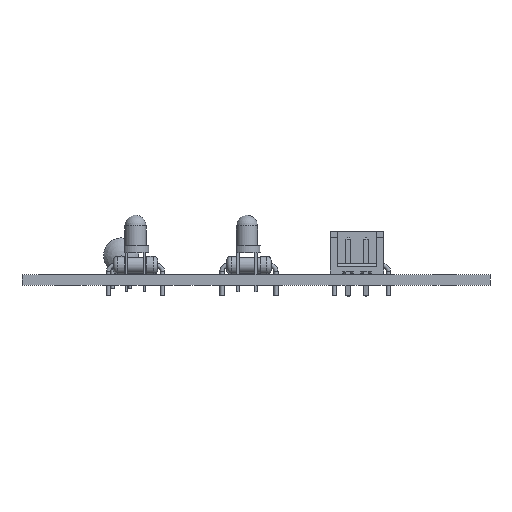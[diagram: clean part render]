
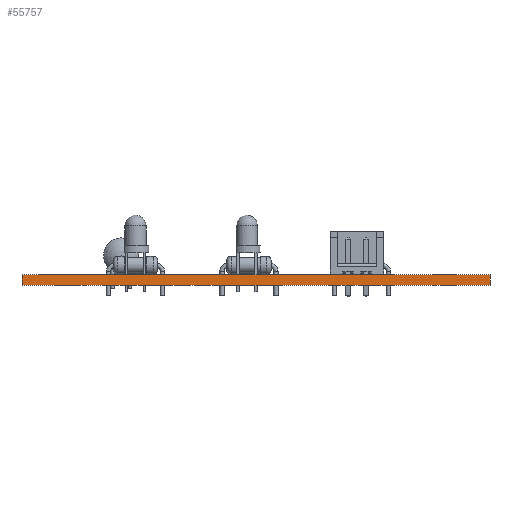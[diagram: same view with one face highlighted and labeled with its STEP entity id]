
A CAD part, front view. The second image highlights one B-rep face of the part: STEP entity #55757.
In plain terms, the highlighted planar face has unit normal (0, -1, 0).
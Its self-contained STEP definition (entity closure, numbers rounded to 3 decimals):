
#55757 = ADVANCED_FACE('',(#55758),#55792,.T.);
#55758 = FACE_BOUND('',#55759,.T.);
#55759 = EDGE_LOOP('',(#55760,#55770,#55778,#55786));
#55760 = ORIENTED_EDGE('',*,*,#55761,.T.);
#55761 = EDGE_CURVE('',#55762,#55764,#55766,.T.);
#55762 = VERTEX_POINT('',#55763);
#55763 = CARTESIAN_POINT('',(88.5,-108.,0.));
#55764 = VERTEX_POINT('',#55765);
#55765 = CARTESIAN_POINT('',(88.5,-108.,1.51));
#55766 = LINE('',#55767,#55768);
#55767 = CARTESIAN_POINT('',(88.5,-108.,0.));
#55768 = VECTOR('',#55769,1.);
#55769 = DIRECTION('',(0.,0.,1.));
#55770 = ORIENTED_EDGE('',*,*,#55771,.T.);
#55771 = EDGE_CURVE('',#55764,#55772,#55774,.T.);
#55772 = VERTEX_POINT('',#55773);
#55773 = CARTESIAN_POINT('',(22.5,-108.,1.51));
#55774 = LINE('',#55775,#55776);
#55775 = CARTESIAN_POINT('',(88.5,-108.,1.51));
#55776 = VECTOR('',#55777,1.);
#55777 = DIRECTION('',(-1.,0.,0.));
#55778 = ORIENTED_EDGE('',*,*,#55779,.F.);
#55779 = EDGE_CURVE('',#55780,#55772,#55782,.T.);
#55780 = VERTEX_POINT('',#55781);
#55781 = CARTESIAN_POINT('',(22.5,-108.,0.));
#55782 = LINE('',#55783,#55784);
#55783 = CARTESIAN_POINT('',(22.5,-108.,0.));
#55784 = VECTOR('',#55785,1.);
#55785 = DIRECTION('',(0.,0.,1.));
#55786 = ORIENTED_EDGE('',*,*,#55787,.F.);
#55787 = EDGE_CURVE('',#55762,#55780,#55788,.T.);
#55788 = LINE('',#55789,#55790);
#55789 = CARTESIAN_POINT('',(88.5,-108.,0.));
#55790 = VECTOR('',#55791,1.);
#55791 = DIRECTION('',(-1.,0.,0.));
#55792 = PLANE('',#55793);
#55793 = AXIS2_PLACEMENT_3D('',#55794,#55795,#55796);
#55794 = CARTESIAN_POINT('',(88.5,-108.,0.));
#55795 = DIRECTION('',(0.,-1.,0.));
#55796 = DIRECTION('',(-1.,0.,0.));
